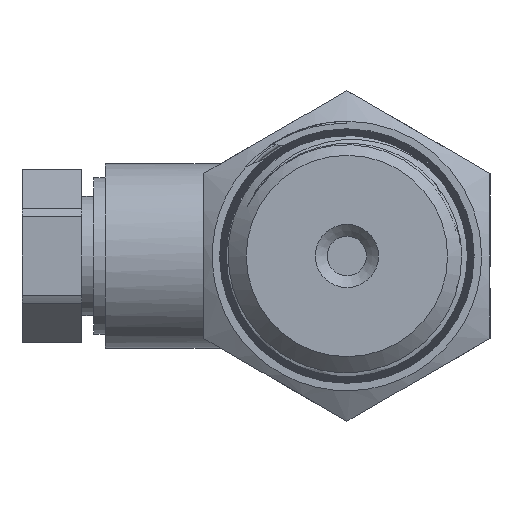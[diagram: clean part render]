
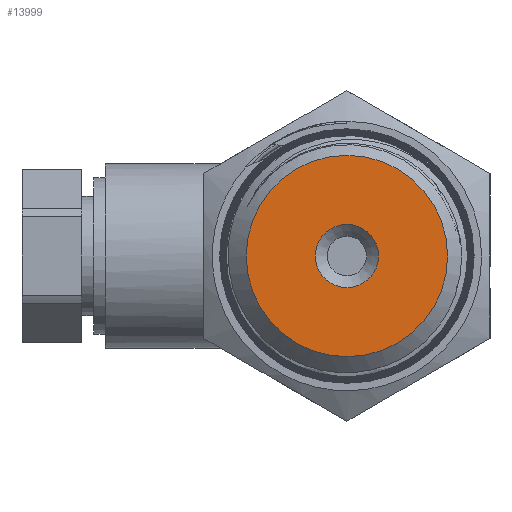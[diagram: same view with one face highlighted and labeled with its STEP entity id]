
A CAD part, left-side view. The second image highlights one B-rep face of the part: STEP entity #13999.
In plain terms, the highlighted planar face has unit normal (-1, 0, 0).
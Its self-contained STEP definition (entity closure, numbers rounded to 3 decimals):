
#156=FACE_BOUND('',#2109,.T.);
#251=PLANE('',#14678);
#1310=FACE_OUTER_BOUND('',#2108,.T.);
#2108=EDGE_LOOP('',(#11398));
#2109=EDGE_LOOP('',(#11399));
#2629=CIRCLE('',#14672,8.445);
#2631=CIRCLE('',#14677,2.65);
#6356=VERTEX_POINT('',#38240);
#6358=VERTEX_POINT('',#38249);
#8173=EDGE_CURVE('',#6356,#6356,#2629,.T.);
#8177=EDGE_CURVE('',#6358,#6358,#2631,.T.);
#11398=ORIENTED_EDGE('',*,*,#8173,.F.);
#11399=ORIENTED_EDGE('',*,*,#8177,.T.);
#13999=ADVANCED_FACE('',(#1310,#156),#251,.T.);
#14672=AXIS2_PLACEMENT_3D('',#38242,#16072,#16073);
#14677=AXIS2_PLACEMENT_3D('',#38251,#16084,#16085);
#14678=AXIS2_PLACEMENT_3D('',#38252,#16086,#16087);
#16072=DIRECTION('center_axis',(1.,0.,0.));
#16073=DIRECTION('ref_axis',(0.,0.,-1.));
#16084=DIRECTION('center_axis',(1.,0.,0.));
#16085=DIRECTION('ref_axis',(0.,0.,-1.));
#16086=DIRECTION('center_axis',(-1.,0.,0.));
#16087=DIRECTION('ref_axis',(0.,0.,1.));
#38240=CARTESIAN_POINT('',(0.,-8.445,0.));
#38242=CARTESIAN_POINT('Origin',(0.,0.,0.));
#38249=CARTESIAN_POINT('',(0.,-2.65,0.));
#38251=CARTESIAN_POINT('Origin',(0.,0.,0.));
#38252=CARTESIAN_POINT('Origin',(0.,8.445,0.));
